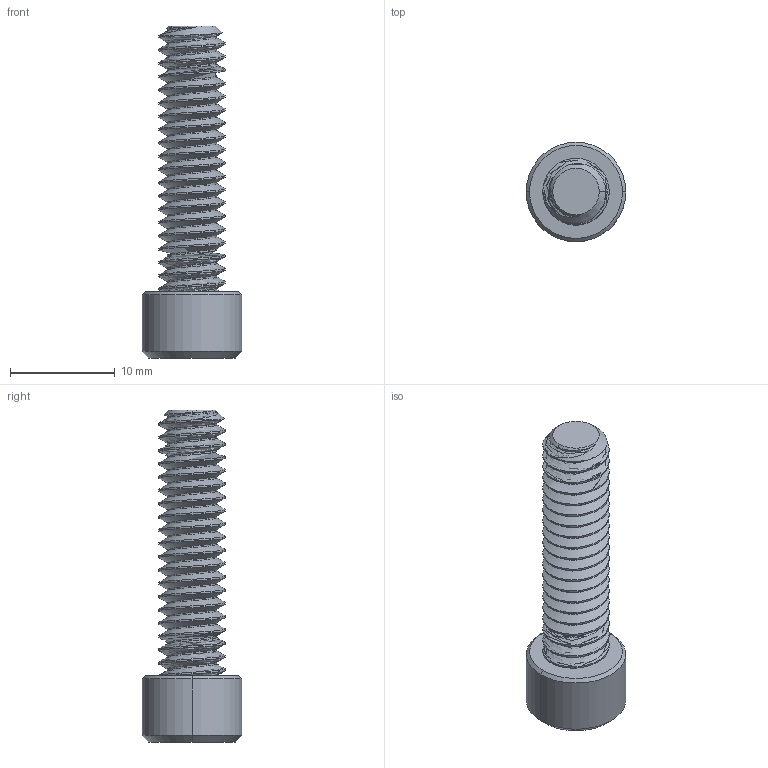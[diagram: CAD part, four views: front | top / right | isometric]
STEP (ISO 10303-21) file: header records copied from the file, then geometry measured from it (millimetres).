
FILE_DESCRIPTION (( 'STEP AP203' ), '1' );
FILE_NAME ('91251A542.step', '2013-10-30T21:00:35', ( '' ), ( '' ), 'SwSTEP 2.0', 'SolidWorks 2010', '' );
FILE_SCHEMA (( 'CONFIG_CONTROL_DESIGN' ));
Length unit declared in the file: inch
Products named in the file (1): 91251A542
Bounding box: 9.53 x 9.53 x 31.75 mm (x, y, z)
Volume: 987 mm3; surface area: 1131 mm2
Topology: 1 solids, 1 shells, 108 faces, 295 edges, 191 vertices
Faces by surface type: cylinder 83, cone 13, plane 10, bspline 2
Entity records: 5409 total; most frequent: CARTESIAN_POINT 3098, ORIENTED_EDGE 590, DIRECTION 356, EDGE_CURVE 295, VERTEX_POINT 191, AXIS2_PLACEMENT_3D 128, EDGE_LOOP 110, ADVANCED_FACE 108
